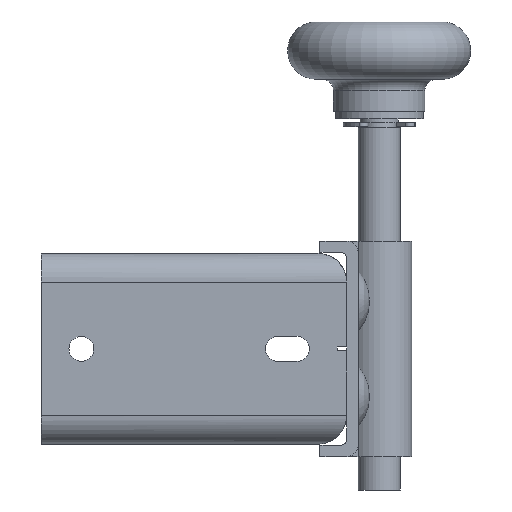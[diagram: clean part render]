
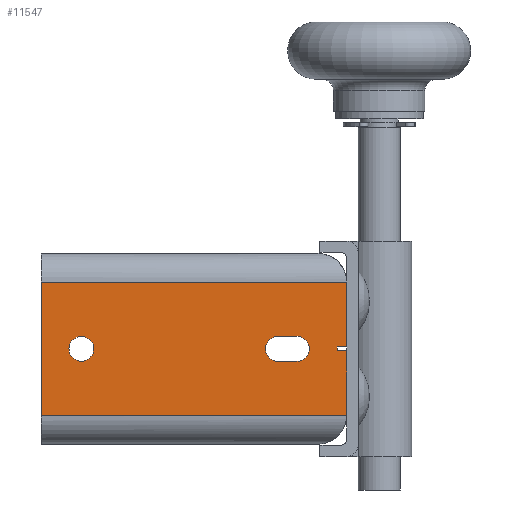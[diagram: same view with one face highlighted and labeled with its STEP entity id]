
A CAD part, front view. The second image highlights one B-rep face of the part: STEP entity #11547.
In plain terms, the highlighted planar face has unit normal (0, -1, 0).
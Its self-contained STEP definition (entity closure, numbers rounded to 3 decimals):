
#264=FACE_BOUND('',#3726,.T.);
#265=FACE_BOUND('',#3727,.T.);
#884=LINE('',#17882,#1961);
#952=LINE('',#18017,#2029);
#1281=LINE('',#22016,#2358);
#1286=LINE('',#22030,#2363);
#1291=LINE('',#22048,#2368);
#1293=LINE('',#22051,#2370);
#1297=LINE('',#22057,#2374);
#1318=LINE('',#22127,#2395);
#1325=LINE('',#22150,#2402);
#1326=LINE('',#22152,#2403);
#1961=VECTOR('',#14736,10.);
#2029=VECTOR('',#14824,10.);
#2358=VECTOR('',#15585,10.);
#2363=VECTOR('',#15598,10.);
#2368=VECTOR('',#15617,10.);
#2370=VECTOR('',#15621,10.);
#2374=VECTOR('',#15627,10.);
#2395=VECTOR('',#15698,10.);
#2402=VECTOR('',#15721,10.);
#2403=VECTOR('',#15724,10.);
#3090=FACE_OUTER_BOUND('',#3725,.T.);
#3725=EDGE_LOOP('',(#9905,#9906,#9907,#9908,#9909,#9910,#9911,#9912));
#3726=EDGE_LOOP('',(#9913,#9914,#9915,#9916));
#3727=EDGE_LOOP('',(#9917));
#4079=CIRCLE('',#12549,3.25);
#4081=CIRCLE('',#12553,3.25);
#4083=CIRCLE('',#12556,3.25);
#4836=VERTEX_POINT('',#17879);
#4837=VERTEX_POINT('',#17881);
#4893=VERTEX_POINT('',#18014);
#4894=VERTEX_POINT('',#18016);
#5107=VERTEX_POINT('',#22014);
#5108=VERTEX_POINT('',#22015);
#5111=VERTEX_POINT('',#22023);
#5113=VERTEX_POINT('',#22029);
#5115=VERTEX_POINT('',#22038);
#5118=VERTEX_POINT('',#22045);
#5119=VERTEX_POINT('',#22047);
#5144=VERTEX_POINT('',#22125);
#5151=VERTEX_POINT('',#22146);
#6207=EDGE_CURVE('',#4837,#4836,#884,.T.);
#6275=EDGE_CURVE('',#4894,#4893,#952,.T.);
#6678=EDGE_CURVE('',#5107,#5108,#1281,.T.);
#6682=EDGE_CURVE('',#5108,#5111,#4079,.T.);
#6685=EDGE_CURVE('',#5111,#5113,#1286,.T.);
#6688=EDGE_CURVE('',#5113,#5107,#4081,.T.);
#6690=EDGE_CURVE('',#5115,#5115,#4083,.T.);
#6694=EDGE_CURVE('',#5119,#5118,#1291,.T.);
#6696=EDGE_CURVE('',#4836,#5119,#1293,.T.);
#6700=EDGE_CURVE('',#5118,#4894,#1297,.T.);
#6734=EDGE_CURVE('',#5144,#4893,#1318,.T.);
#6746=EDGE_CURVE('',#4837,#5151,#1325,.T.);
#6747=EDGE_CURVE('',#5151,#5144,#1326,.T.);
#9905=ORIENTED_EDGE('',*,*,#6700,.T.);
#9906=ORIENTED_EDGE('',*,*,#6275,.T.);
#9907=ORIENTED_EDGE('',*,*,#6734,.F.);
#9908=ORIENTED_EDGE('',*,*,#6747,.F.);
#9909=ORIENTED_EDGE('',*,*,#6746,.F.);
#9910=ORIENTED_EDGE('',*,*,#6207,.T.);
#9911=ORIENTED_EDGE('',*,*,#6696,.T.);
#9912=ORIENTED_EDGE('',*,*,#6694,.T.);
#9913=ORIENTED_EDGE('',*,*,#6685,.T.);
#9914=ORIENTED_EDGE('',*,*,#6688,.T.);
#9915=ORIENTED_EDGE('',*,*,#6678,.T.);
#9916=ORIENTED_EDGE('',*,*,#6682,.T.);
#9917=ORIENTED_EDGE('',*,*,#6690,.T.);
#10416=PLANE('',#12594);
#11547=ADVANCED_FACE('',(#3090,#264,#265),#10416,.T.);
#12549=AXIS2_PLACEMENT_3D('',#22024,#15591,#15592);
#12553=AXIS2_PLACEMENT_3D('',#22035,#15603,#15604);
#12556=AXIS2_PLACEMENT_3D('',#22039,#15609,#15610);
#12594=AXIS2_PLACEMENT_3D('',#22151,#15722,#15723);
#14736=DIRECTION('',(0.,0.,1.));
#14824=DIRECTION('',(0.,0.,1.));
#15585=DIRECTION('',(-1.,0.,0.));
#15591=DIRECTION('center_axis',(0.,1.,0.));
#15592=DIRECTION('ref_axis',(0.,0.,-1.));
#15598=DIRECTION('',(1.,0.,0.));
#15603=DIRECTION('center_axis',(0.,1.,0.));
#15604=DIRECTION('ref_axis',(0.,0.,1.));
#15609=DIRECTION('center_axis',(0.,1.,0.));
#15610=DIRECTION('ref_axis',(-1.,0.,0.));
#15617=DIRECTION('',(0.,0.,1.));
#15621=DIRECTION('',(-1.,0.,0.));
#15627=DIRECTION('',(1.,0.,0.));
#15698=DIRECTION('',(1.,0.,0.));
#15721=DIRECTION('',(-1.,0.,0.));
#15722=DIRECTION('center_axis',(0.,-1.,0.));
#15723=DIRECTION('ref_axis',(0.,0.,-1.));
#15724=DIRECTION('',(0.,0.,1.));
#17879=CARTESIAN_POINT('',(-34.796,147.95,24.5));
#17881=CARTESIAN_POINT('',(-34.796,147.95,7.5));
#17882=CARTESIAN_POINT('',(-34.796,147.95,0.));
#18014=CARTESIAN_POINT('',(-34.796,147.95,42.5));
#18016=CARTESIAN_POINT('',(-34.796,147.95,25.5));
#18017=CARTESIAN_POINT('',(-34.796,147.95,0.));
#22014=CARTESIAN_POINT('',(-47.796,147.95,21.75));
#22015=CARTESIAN_POINT('',(-52.796,147.95,21.75));
#22016=CARTESIAN_POINT('',(-41.296,147.95,21.75));
#22023=CARTESIAN_POINT('',(-52.796,147.95,28.25));
#22024=CARTESIAN_POINT('Origin',(-52.796,147.95,25.));
#22029=CARTESIAN_POINT('',(-47.796,147.95,28.25));
#22030=CARTESIAN_POINT('',(-43.796,147.95,28.25));
#22035=CARTESIAN_POINT('Origin',(-47.796,147.95,25.));
#22038=CARTESIAN_POINT('',(-101.046,147.95,25.));
#22039=CARTESIAN_POINT('Origin',(-104.296,147.95,25.));
#22045=CARTESIAN_POINT('',(-37.296,147.95,25.5));
#22047=CARTESIAN_POINT('',(-37.296,147.95,24.5));
#22048=CARTESIAN_POINT('',(-37.296,147.95,12.5));
#22051=CARTESIAN_POINT('',(-34.796,147.95,24.5));
#22057=CARTESIAN_POINT('',(-34.796,147.95,25.5));
#22125=CARTESIAN_POINT('',(-114.796,147.95,42.5));
#22127=CARTESIAN_POINT('',(-48.898,147.95,42.5));
#22146=CARTESIAN_POINT('',(-114.796,147.95,7.5));
#22150=CARTESIAN_POINT('',(-48.898,147.95,7.5));
#22151=CARTESIAN_POINT('Origin',(-34.796,147.95,0.));
#22152=CARTESIAN_POINT('',(-114.796,147.95,0.));
